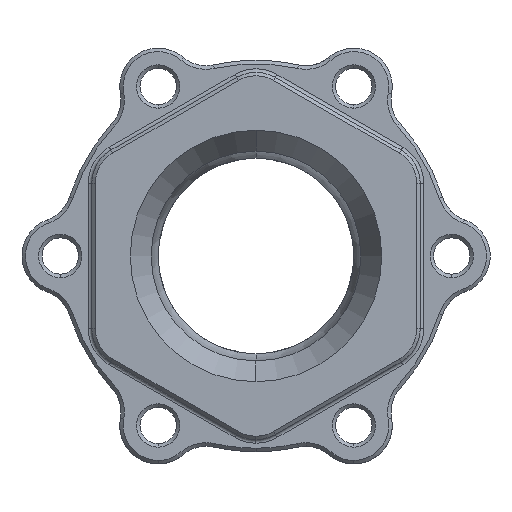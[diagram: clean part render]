
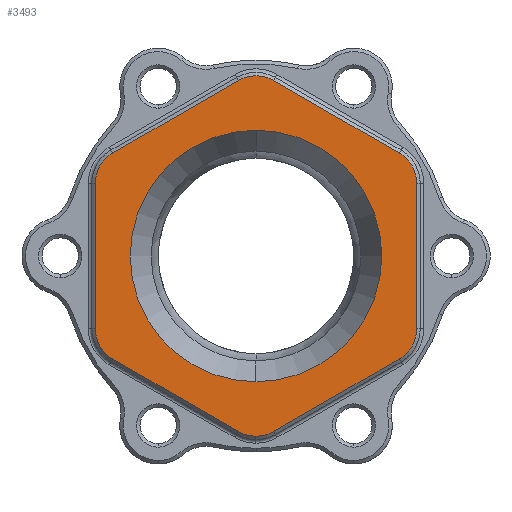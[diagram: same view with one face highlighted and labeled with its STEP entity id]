
A CAD part, left-side view. The second image highlights one B-rep face of the part: STEP entity #3493.
In plain terms, the highlighted planar face has unit normal (-1, 0, 0).
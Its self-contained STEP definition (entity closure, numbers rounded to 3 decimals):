
#29 = CARTESIAN_POINT ( 'NONE',  ( -23.7, 0., -25.785 ) ) ;
#44 = VECTOR ( 'NONE', #7878, 1000. ) ;
#48 = DIRECTION ( 'NONE',  ( -1., 0., 0. ) ) ;
#116 = AXIS2_PLACEMENT_3D ( 'NONE', #2658, #7058, #1193 ) ;
#126 = CIRCLE ( 'NONE', #7983, 5. ) ;
#178 = DIRECTION ( 'NONE',  ( 0., 0., 1. ) ) ;
#199 = DIRECTION ( 'NONE',  ( -1., 0., 0. ) ) ;
#248 = DIRECTION ( 'NONE',  ( 0., 0., 1. ) ) ;
#311 = CARTESIAN_POINT ( 'NONE',  ( -23.7, -2.5, -25.115 ) ) ;
#463 = VERTEX_POINT ( 'NONE', #3948 ) ;
#464 = EDGE_CURVE ( 'NONE', #8575, #3808, #6788, .T. ) ;
#500 = ORIENTED_EDGE ( 'NONE', *, *, #8180, .T. ) ;
#647 = CARTESIAN_POINT ( 'NONE',  ( -23.7, 23., -10.392 ) ) ;
#726 = VECTOR ( 'NONE', #5532, 1000. ) ;
#836 = VECTOR ( 'NONE', #9308, 1000. ) ;
#843 = CIRCLE ( 'NONE', #5834, 18. ) ;
#859 = LINE ( 'NONE', #5126, #836 ) ;
#1022 = CIRCLE ( 'NONE', #2237, 5. ) ;
#1076 = DIRECTION ( 'NONE',  ( 1., 0., 0. ) ) ;
#1107 = CARTESIAN_POINT ( 'NONE',  ( -23.7, 23., -10.392 ) ) ;
#1193 = DIRECTION ( 'NONE',  ( 0., 0., 1. ) ) ;
#1207 = ORIENTED_EDGE ( 'NONE', *, *, #7438, .T. ) ;
#1466 = CARTESIAN_POINT ( 'NONE',  ( -23.7, -2.5, 25.115 ) ) ;
#1503 = VERTEX_POINT ( 'NONE', #7293 ) ;
#1568 = EDGE_CURVE ( 'NONE', #1503, #5754, #7684, .T. ) ;
#1713 = AXIS2_PLACEMENT_3D ( 'NONE', #7422, #9149, #1869 ) ;
#1779 = CARTESIAN_POINT ( 'NONE',  ( -23.7, 0., -18. ) ) ;
#1869 = DIRECTION ( 'NONE',  ( 0., 0., 1. ) ) ;
#1898 = FACE_BOUND ( 'NONE', #7492, .T. ) ;
#1955 = CARTESIAN_POINT ( 'NONE',  ( -23.7, -23., -10.392 ) ) ;
#2014 = VERTEX_POINT ( 'NONE', #6145 ) ;
#2025 = CARTESIAN_POINT ( 'NONE',  ( -23.7, 2.5, -25.115 ) ) ;
#2043 = DIRECTION ( 'NONE',  ( 0., 0., 1. ) ) ;
#2095 = DIRECTION ( 'NONE',  ( 0., -0.866, 0.5 ) ) ;
#2229 = DIRECTION ( 'NONE',  ( 0., 0., 1. ) ) ;
#2237 = AXIS2_PLACEMENT_3D ( 'NONE', #7560, #4492, #178 ) ;
#2558 = ORIENTED_EDGE ( 'NONE', *, *, #464, .T. ) ;
#2619 = ORIENTED_EDGE ( 'NONE', *, *, #3575, .T. ) ;
#2658 = CARTESIAN_POINT ( 'NONE',  ( -23.7, 0., 0. ) ) ;
#2798 = ORIENTED_EDGE ( 'NONE', *, *, #7415, .T. ) ;
#2902 = ORIENTED_EDGE ( 'NONE', *, *, #7267, .T. ) ;
#2925 = AXIS2_PLACEMENT_3D ( 'NONE', #4099, #6370, #9133 ) ;
#2982 = CARTESIAN_POINT ( 'NONE',  ( -23.7, 0., -20.785 ) ) ;
#3039 = VERTEX_POINT ( 'NONE', #4585 ) ;
#3148 = AXIS2_PLACEMENT_3D ( 'NONE', #8188, #199, #248 ) ;
#3189 = ORIENTED_EDGE ( 'NONE', *, *, #8055, .T. ) ;
#3197 = ORIENTED_EDGE ( 'NONE', *, *, #4340, .T. ) ;
#3272 = CARTESIAN_POINT ( 'NONE',  ( -23.7, -23., 10.392 ) ) ;
#3403 = VERTEX_POINT ( 'NONE', #4742 ) ;
#3493 = ADVANCED_FACE ( 'NONE', ( #1898, #4184 ), #7670, .T. ) ;
#3575 = EDGE_CURVE ( 'NONE', #4650, #6924, #8369, .T. ) ;
#3756 = CARTESIAN_POINT ( 'NONE',  ( -23.7, -20.5, -14.722 ) ) ;
#3808 = VERTEX_POINT ( 'NONE', #8134 ) ;
#3948 = CARTESIAN_POINT ( 'NONE',  ( -23.7, 20.5, -14.722 ) ) ;
#4025 = EDGE_CURVE ( 'NONE', #2014, #8102, #6648, .T. ) ;
#4068 = CIRCLE ( 'NONE', #3148, 5. ) ;
#4099 = CARTESIAN_POINT ( 'NONE',  ( -23.7, 18., -10.392 ) ) ;
#4184 = FACE_OUTER_BOUND ( 'NONE', #8021, .T. ) ;
#4251 = EDGE_CURVE ( 'NONE', #3808, #3403, #1022, .T. ) ;
#4310 = CARTESIAN_POINT ( 'NONE',  ( -23.7, 18., 10.392 ) ) ;
#4340 = EDGE_CURVE ( 'NONE', #463, #1503, #6339, .T. ) ;
#4422 = DIRECTION ( 'NONE',  ( 0., 0.866, 0.5 ) ) ;
#4457 = LINE ( 'NONE', #1466, #6118 ) ;
#4492 = DIRECTION ( 'NONE',  ( -1., 0., 0. ) ) ;
#4523 = AXIS2_PLACEMENT_3D ( 'NONE', #2982, #48, #2229 ) ;
#4585 = CARTESIAN_POINT ( 'NONE',  ( -23.7, 2.5, 25.115 ) ) ;
#4594 = EDGE_CURVE ( 'NONE', #5754, #4650, #126, .T. ) ;
#4650 = VERTEX_POINT ( 'NONE', #311 ) ;
#4742 = CARTESIAN_POINT ( 'NONE',  ( -23.7, -20.5, 14.722 ) ) ;
#4767 = VERTEX_POINT ( 'NONE', #1107 ) ;
#4841 = CARTESIAN_POINT ( 'NONE',  ( -23.7, 0., 0. ) ) ;
#4868 = CARTESIAN_POINT ( 'NONE',  ( -23.7, 0., 0. ) ) ;
#4870 = ORIENTED_EDGE ( 'NONE', *, *, #6426, .T. ) ;
#4954 = CARTESIAN_POINT ( 'NONE',  ( -23.7, 0., 18. ) ) ;
#4984 = VECTOR ( 'NONE', #5464, 1000. ) ;
#5045 = EDGE_CURVE ( 'NONE', #6924, #8575, #4068, .T. ) ;
#5053 = ORIENTED_EDGE ( 'NONE', *, *, #1568, .T. ) ;
#5126 = CARTESIAN_POINT ( 'NONE',  ( -23.7, 20.5, 14.722 ) ) ;
#5297 = DIRECTION ( 'NONE',  ( -1., 0., 0. ) ) ;
#5365 = CIRCLE ( 'NONE', #7493, 18. ) ;
#5381 = CARTESIAN_POINT ( 'NONE',  ( -23.7, 0., -20.785 ) ) ;
#5464 = DIRECTION ( 'NONE',  ( 0., 0., 1. ) ) ;
#5532 = DIRECTION ( 'NONE',  ( 0., -0.866, -0.5 ) ) ;
#5571 = VECTOR ( 'NONE', #2095, 1000. ) ;
#5754 = VERTEX_POINT ( 'NONE', #29 ) ;
#5834 = AXIS2_PLACEMENT_3D ( 'NONE', #4868, #1076, #6990 ) ;
#5951 = DIRECTION ( 'NONE',  ( 0., 0., 1. ) ) ;
#6118 = VECTOR ( 'NONE', #4422, 1000. ) ;
#6145 = CARTESIAN_POINT ( 'NONE',  ( -23.7, 20.5, 14.722 ) ) ;
#6195 = CARTESIAN_POINT ( 'NONE',  ( -23.7, 23., 10.392 ) ) ;
#6260 = CIRCLE ( 'NONE', #1713, 5. ) ;
#6270 = ORIENTED_EDGE ( 'NONE', *, *, #5045, .T. ) ;
#6280 = ORIENTED_EDGE ( 'NONE', *, *, #4251, .T. ) ;
#6339 = LINE ( 'NONE', #2025, #726 ) ;
#6370 = DIRECTION ( 'NONE',  ( -1., 0., 0. ) ) ;
#6419 = ORIENTED_EDGE ( 'NONE', *, *, #6862, .T. ) ;
#6426 = EDGE_CURVE ( 'NONE', #8102, #4767, #8263, .T. ) ;
#6456 = VERTEX_POINT ( 'NONE', #4954 ) ;
#6648 = CIRCLE ( 'NONE', #9188, 5. ) ;
#6788 = LINE ( 'NONE', #3272, #4984 ) ;
#6862 = EDGE_CURVE ( 'NONE', #4767, #463, #8948, .T. ) ;
#6869 = ORIENTED_EDGE ( 'NONE', *, *, #4025, .T. ) ;
#6924 = VERTEX_POINT ( 'NONE', #3756 ) ;
#6990 = DIRECTION ( 'NONE',  ( 0., 0., 1. ) ) ;
#7058 = DIRECTION ( 'NONE',  ( -1., 0., 0. ) ) ;
#7141 = DIRECTION ( 'NONE',  ( -1., 0., 0. ) ) ;
#7179 = VERTEX_POINT ( 'NONE', #9028 ) ;
#7267 = EDGE_CURVE ( 'NONE', #8182, #6456, #5365, .T. ) ;
#7286 = DIRECTION ( 'NONE',  ( 0., 0., 1. ) ) ;
#7293 = CARTESIAN_POINT ( 'NONE',  ( -23.7, 2.5, -25.115 ) ) ;
#7415 = EDGE_CURVE ( 'NONE', #3403, #7179, #4457, .T. ) ;
#7422 = CARTESIAN_POINT ( 'NONE',  ( -23.7, 0., 20.785 ) ) ;
#7438 = EDGE_CURVE ( 'NONE', #3039, #2014, #859, .T. ) ;
#7492 = EDGE_LOOP ( 'NONE', ( #500, #2902 ) ) ;
#7493 = AXIS2_PLACEMENT_3D ( 'NONE', #4841, #7758, #2043 ) ;
#7560 = CARTESIAN_POINT ( 'NONE',  ( -23.7, -18., 10.392 ) ) ;
#7670 = PLANE ( 'NONE',  #116 ) ;
#7684 = CIRCLE ( 'NONE', #4523, 5. ) ;
#7758 = DIRECTION ( 'NONE',  ( 1., 0., 0. ) ) ;
#7809 = CARTESIAN_POINT ( 'NONE',  ( -23.7, -20.5, -14.722 ) ) ;
#7878 = DIRECTION ( 'NONE',  ( 0., 0., -1. ) ) ;
#7983 = AXIS2_PLACEMENT_3D ( 'NONE', #5381, #5297, #5951 ) ;
#8021 = EDGE_LOOP ( 'NONE', ( #6270, #2558, #6280, #2798, #3189, #1207, #6869, #4870, #6419, #3197, #5053, #8908, #2619 ) ) ;
#8055 = EDGE_CURVE ( 'NONE', #7179, #3039, #6260, .T. ) ;
#8102 = VERTEX_POINT ( 'NONE', #6195 ) ;
#8134 = CARTESIAN_POINT ( 'NONE',  ( -23.7, -23., 10.392 ) ) ;
#8180 = EDGE_CURVE ( 'NONE', #6456, #8182, #843, .T. ) ;
#8182 = VERTEX_POINT ( 'NONE', #1779 ) ;
#8188 = CARTESIAN_POINT ( 'NONE',  ( -23.7, -18., -10.392 ) ) ;
#8263 = LINE ( 'NONE', #647, #44 ) ;
#8369 = LINE ( 'NONE', #7809, #5571 ) ;
#8575 = VERTEX_POINT ( 'NONE', #1955 ) ;
#8908 = ORIENTED_EDGE ( 'NONE', *, *, #4594, .T. ) ;
#8948 = CIRCLE ( 'NONE', #2925, 5. ) ;
#9028 = CARTESIAN_POINT ( 'NONE',  ( -23.7, -2.5, 25.115 ) ) ;
#9133 = DIRECTION ( 'NONE',  ( 0., 0., 1. ) ) ;
#9149 = DIRECTION ( 'NONE',  ( -1., 0., 0. ) ) ;
#9188 = AXIS2_PLACEMENT_3D ( 'NONE', #4310, #7141, #7286 ) ;
#9308 = DIRECTION ( 'NONE',  ( 0., 0.866, -0.5 ) ) ;
